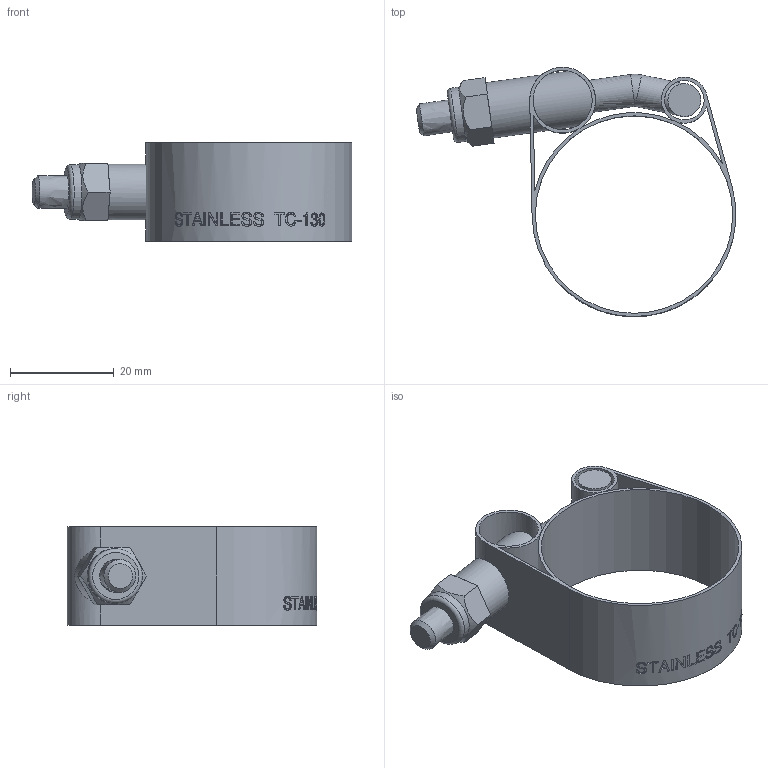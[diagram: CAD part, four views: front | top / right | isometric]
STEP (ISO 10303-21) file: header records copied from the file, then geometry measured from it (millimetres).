
FILE_DESCRIPTION(/* description */ ('1 5/16" - 1 11/16" T-Bolt Clamp'),/* implementation_level */ '2;1');
FILE_NAME(/* name */ 'TC130.stp',/* time_stamp */ '2018-07-16T15:00:50-04:00',/* author */ ('ALR'),/* organization */ (''),/* preprocessor_version */ 'ST-DEVELOPER v16.13',/* originating_system */ 'Autodesk Inventor 2018',/* authorisation */ '');
FILE_SCHEMA (('AUTOMOTIVE_DESIGN { 1 0 10303 214 3 1 1 }'));
Length unit declared in the file: inch
Products named in the file (1): TC130
Bounding box: 61.68 x 48.12 x 19.05 mm (x, y, z)
Volume: 6256.4 mm3; surface area: 10692.4 mm2
Topology: 1 solids, 4 shells, 239 faces, 626 edges, 411 vertices
Faces by surface type: bspline 104, plane 94, cylinder 39, cone 1, torus 1
Full cylindrical faces by diameter (mm): 6.35 x1, 7.62 x1, 10.541 x1, 10.795 x2, 11.43 x1, 38.1 x1
Entity records: 20667 total; most frequent: CARTESIAN_POINT 15346, ORIENTED_EDGE 1236, DIRECTION 838, EDGE_CURVE 612, VERTEX_POINT 407, AXIS2_PLACEMENT_3D 288, EDGE_LOOP 279, LINE 262
